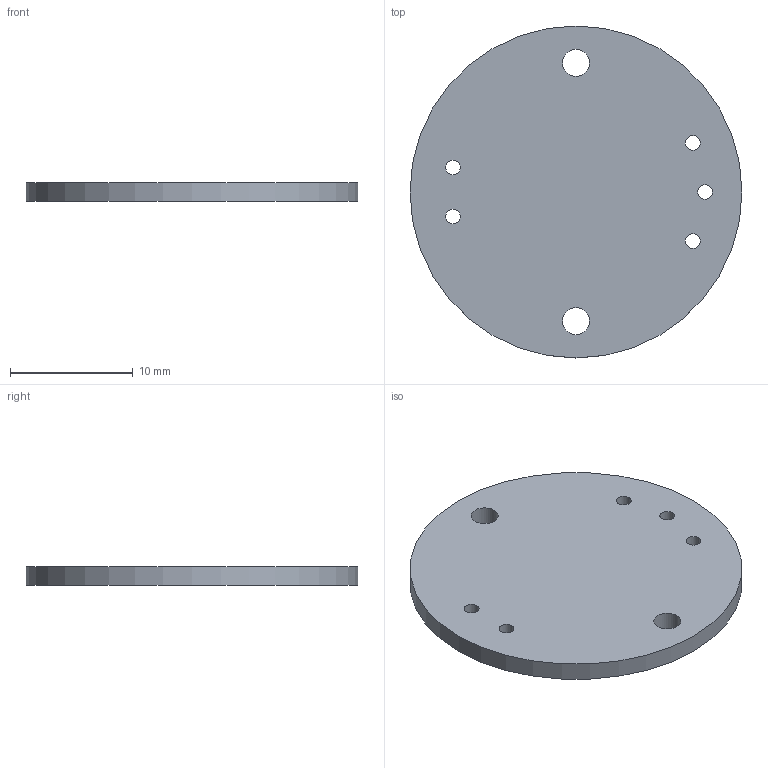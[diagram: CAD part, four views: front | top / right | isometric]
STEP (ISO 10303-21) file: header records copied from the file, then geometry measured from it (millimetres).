
FILE_DESCRIPTION(('KiCad electronic assembly'),'2;1');
FILE_NAME('TouchSensor.step','2025-05-03T21:05:39',('Pcbnew'),('Kicad'), 'Open CASCADE STEP processor 7.8','KiCad to STEP converter','Unknown' );
FILE_SCHEMA(('AUTOMOTIVE_DESIGN { 1 0 10303 214 1 1 1 1 }'));
Length unit declared in the file: millimetre
Products named in the file (2): TouchSensor 1; TouchSensor_PCB
Assembly tree (1 placements, depth 2):
  TouchSensor 1
    TouchSensor_PCB
Bounding box: 27 x 27 x 1.51 mm (x, y, z)
Volume: 844.5 mm3; surface area: 1296 mm2
Topology: 1 solids, 1 shells, 10 faces, 24 edges, 16 vertices
Faces by surface type: cylinder 8, plane 2
Full cylindrical faces by diameter (mm): 1.2 x5, 2.2 x2, 27 x1
Entity records: 369 total; most frequent: DIRECTION 64, CARTESIAN_POINT 52, ORIENTED_EDGE 48, AXIS2_PLACEMENT_3D 28, FACE_BOUND 24, EDGE_LOOP 24, EDGE_CURVE 24, VERTEX_POINT 16
